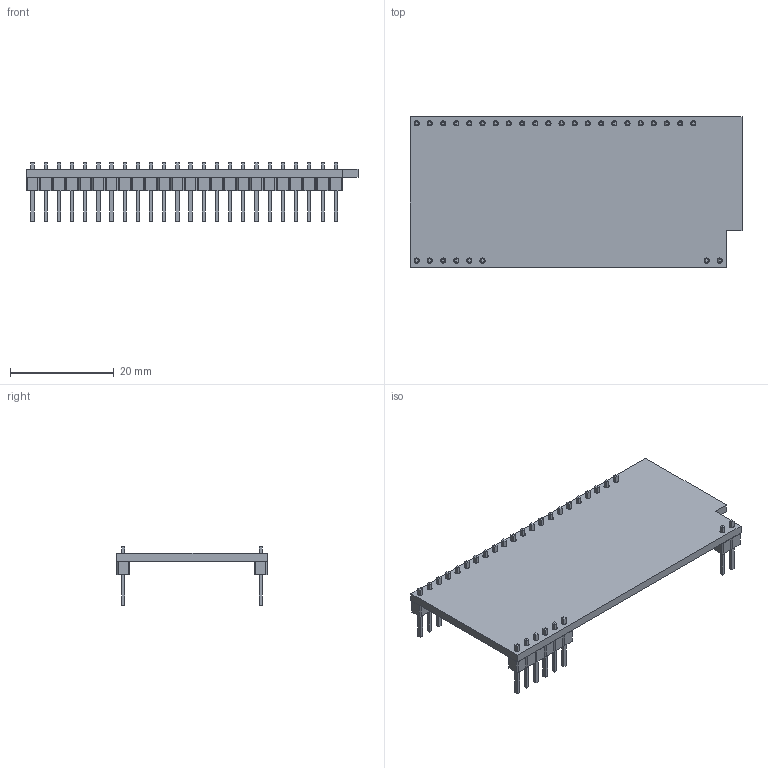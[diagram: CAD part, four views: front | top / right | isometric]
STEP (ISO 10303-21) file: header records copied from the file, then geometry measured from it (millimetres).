
FILE_DESCRIPTION(('KiCad electronic assembly'),'2;1');
FILE_NAME('osm_esp_shield.step','2023-11-09T14:14:29',('Pcbnew'),( 'Kicad'),'Open CASCADE STEP processor 7.5','KiCad to STEP converter' ,'Unknown');
FILE_SCHEMA(('AUTOMOTIVE_DESIGN { 1 0 10303 214 1 1 1 1 }'));
Length unit declared in the file: millimetre
Products named in the file (8): osm_esp_shield 1; PinHeader_1x02_P2.54mm_Vertical; SOLID; PinHeader_1x06_P2.54mm_Vertical; PinHeader_1x22_P2.54mm_Vertical; _autosave-osm_esp_shield PCB
Assembly tree (7 placements, depth 3):
  osm_esp_shield 1
    PinHeader_1x02_P2.54mm_Vertical
      SOLID
    PinHeader_1x06_P2.54mm_Vertical
      SOLID
    PinHeader_1x22_P2.54mm_Vertical
      SOLID
    _autosave-osm_esp_shield PCB
Bounding box: 64.02 x 29.04 x 11.54 mm (x, y, z)
Volume: 3489 mm3; surface area: 5575 mm2
Topology: 4 solids, 4 shells, 770 faces, 1866 edges, 1164 vertices
Faces by surface type: plane 740, cylinder 30
Full cylindrical faces by diameter (mm): 1 x30
Entity records: 51586 total; most frequent: CARTESIAN_POINT 7900, DIRECTION 7154, LINE 5478, VECTOR 5478, ORIENTED_EDGE 3732, PCURVE 3732, DEFINITIONAL_REPRESENTATION 3732, EDGE_CURVE 1866
